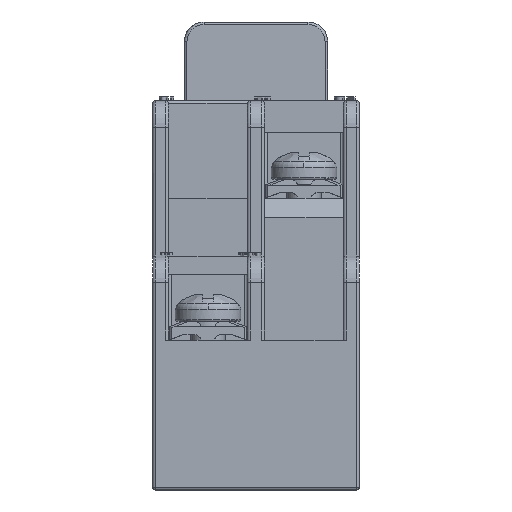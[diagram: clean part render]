
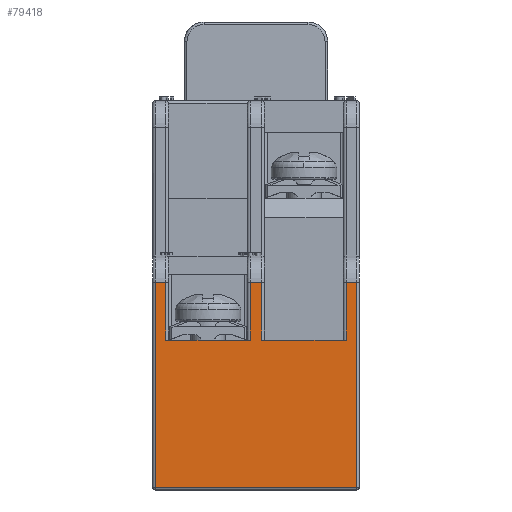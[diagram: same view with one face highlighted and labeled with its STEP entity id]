
A CAD part, left-side view. The second image highlights one B-rep face of the part: STEP entity #79418.
In plain terms, the highlighted planar face has unit normal (-1, 0, 0).
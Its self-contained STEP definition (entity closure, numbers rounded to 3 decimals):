
#31 = ORIENTED_EDGE ( 'NONE', *, *, #51587, .T. ) ;
#1373 = VERTEX_POINT ( 'NONE', #47321 ) ;
#1696 = ORIENTED_EDGE ( 'NONE', *, *, #68928, .T. ) ;
#1759 = LINE ( 'NONE', #22221, #35030 ) ;
#2052 = VERTEX_POINT ( 'NONE', #36658 ) ;
#4123 = PLANE ( 'NONE',  #52723 ) ;
#4607 = CARTESIAN_POINT ( 'NONE',  ( -35.6, -14.6, 29.5 ) ) ;
#5790 = CARTESIAN_POINT ( 'NONE',  ( -35.6, -7.3, 10.9 ) ) ;
#6025 = CARTESIAN_POINT ( 'NONE',  ( -35.6, -8.2, 10.9 ) ) ;
#6861 = EDGE_CURVE ( 'NONE', #22523, #1373, #19850, .T. ) ;
#6974 = VERTEX_POINT ( 'NONE', #5790 ) ;
#7797 = CARTESIAN_POINT ( 'NONE',  ( -35.6, -1.1, 10.9 ) ) ;
#8445 = VERTEX_POINT ( 'NONE', #10722 ) ;
#10060 = LINE ( 'NONE', #4607, #77946 ) ;
#10722 = CARTESIAN_POINT ( 'NONE',  ( -35.6, -14.6, 15.3 ) ) ;
#11098 = EDGE_CURVE ( 'NONE', #61210, #63177, #41527, .T. ) ;
#12833 = VECTOR ( 'NONE', #88705, 1000. ) ;
#15383 = DIRECTION ( 'NONE',  ( 0., -1., 0. ) ) ;
#16556 = ORIENTED_EDGE ( 'NONE', *, *, #69993, .F. ) ;
#17971 = DIRECTION ( 'NONE',  ( 0., 0., -1. ) ) ;
#18667 = VECTOR ( 'NONE', #15383, 1000. ) ;
#19317 = EDGE_CURVE ( 'NONE', #54168, #64728, #1759, .T. ) ;
#19850 = LINE ( 'NONE', #61144, #68808 ) ;
#20566 = EDGE_CURVE ( 'NONE', #52225, #75614, #51652, .T. ) ;
#20805 = VECTOR ( 'NONE', #88318, 1000. ) ;
#20891 = CARTESIAN_POINT ( 'NONE',  ( -35.6, -14.4, 15.3 ) ) ;
#21465 = EDGE_CURVE ( 'NONE', #64728, #8445, #88872, .T. ) ;
#22221 = CARTESIAN_POINT ( 'NONE',  ( -35.6, -15.4, 29.5 ) ) ;
#22449 = CARTESIAN_POINT ( 'NONE',  ( -35.6, -0.9, 10.9 ) ) ;
#22523 = VERTEX_POINT ( 'NONE', #22449 ) ;
#24789 = CARTESIAN_POINT ( 'NONE',  ( -35.6, -7.3, 29.5 ) ) ;
#26787 = DIRECTION ( 'NONE',  ( 0., 1., 0. ) ) ;
#27044 = EDGE_CURVE ( 'NONE', #61210, #51639, #33937, .T. ) ;
#29511 = DIRECTION ( 'NONE',  ( 0., 1., 0. ) ) ;
#29584 = DIRECTION ( 'NONE',  ( 0., -1., 0. ) ) ;
#30468 = CARTESIAN_POINT ( 'NONE',  ( -35.6, 0.1, 29.5 ) ) ;
#32387 = CARTESIAN_POINT ( 'NONE',  ( -35.6, -0.1, -0.3 ) ) ;
#33937 = LINE ( 'NONE', #49365, #70996 ) ;
#35030 = VECTOR ( 'NONE', #62580, 1000. ) ;
#35551 = ORIENTED_EDGE ( 'NONE', *, *, #56056, .T. ) ;
#35760 = ORIENTED_EDGE ( 'NONE', *, *, #27044, .T. ) ;
#36658 = CARTESIAN_POINT ( 'NONE',  ( -35.6, -7.3, 15.3 ) ) ;
#37275 = DIRECTION ( 'NONE',  ( 0., 0., -1. ) ) ;
#38648 = VECTOR ( 'NONE', #75154, 1000. ) ;
#40062 = VECTOR ( 'NONE', #17971, 1000. ) ;
#41527 = LINE ( 'NONE', #87819, #12833 ) ;
#41667 = EDGE_CURVE ( 'NONE', #75614, #54168, #72382, .T. ) ;
#43710 = ORIENTED_EDGE ( 'NONE', *, *, #41667, .T. ) ;
#44841 = CARTESIAN_POINT ( 'NONE',  ( -35.6, -0.1, 29.5 ) ) ;
#47321 = CARTESIAN_POINT ( 'NONE',  ( -35.6, -0.9, 15.3 ) ) ;
#47380 = ORIENTED_EDGE ( 'NONE', *, *, #71760, .T. ) ;
#49365 = CARTESIAN_POINT ( 'NONE',  ( -35.6, -8.2, 29.5 ) ) ;
#50690 = CARTESIAN_POINT ( 'NONE',  ( -35.6, -14.6, 10.9 ) ) ;
#50821 = CARTESIAN_POINT ( 'NONE',  ( -35.6, 0.1, 15.3 ) ) ;
#51587 = EDGE_CURVE ( 'NONE', #1373, #52225, #52150, .T. ) ;
#51639 = VERTEX_POINT ( 'NONE', #78021 ) ;
#51652 = LINE ( 'NONE', #44841, #20805 ) ;
#51731 = VECTOR ( 'NONE', #29511, 1000. ) ;
#51781 = DIRECTION ( 'NONE',  ( 0., -1., 0. ) ) ;
#52150 = LINE ( 'NONE', #50821, #51731 ) ;
#52225 = VERTEX_POINT ( 'NONE', #60638 ) ;
#52467 = LINE ( 'NONE', #24789, #40062 ) ;
#52723 = AXIS2_PLACEMENT_3D ( 'NONE', #30468, #79426, #51781 ) ;
#54168 = VERTEX_POINT ( 'NONE', #89256 ) ;
#54203 = VECTOR ( 'NONE', #26787, 1000. ) ;
#56056 = EDGE_CURVE ( 'NONE', #2052, #6974, #52467, .T. ) ;
#56103 = LINE ( 'NONE', #83738, #38648 ) ;
#56148 = DIRECTION ( 'NONE',  ( 0., 0., 1. ) ) ;
#59481 = ORIENTED_EDGE ( 'NONE', *, *, #20566, .T. ) ;
#60638 = CARTESIAN_POINT ( 'NONE',  ( -35.6, -0.1, 15.3 ) ) ;
#61144 = CARTESIAN_POINT ( 'NONE',  ( -35.6, -0.9, 29.5 ) ) ;
#61210 = VERTEX_POINT ( 'NONE', #6025 ) ;
#62580 = DIRECTION ( 'NONE',  ( 0., 0., 1. ) ) ;
#63177 = VERTEX_POINT ( 'NONE', #50690 ) ;
#64728 = VERTEX_POINT ( 'NONE', #85598 ) ;
#68364 = EDGE_LOOP ( 'NONE', ( #85187, #47380, #71682, #35760, #1696, #35551, #16556, #84625, #31, #59481, #43710, #80851 ) ) ;
#68808 = VECTOR ( 'NONE', #89177, 1000. ) ;
#68928 = EDGE_CURVE ( 'NONE', #51639, #2052, #56103, .T. ) ;
#69993 = EDGE_CURVE ( 'NONE', #22523, #6974, #76751, .T. ) ;
#70996 = VECTOR ( 'NONE', #56148, 1000. ) ;
#71682 = ORIENTED_EDGE ( 'NONE', *, *, #11098, .F. ) ;
#71760 = EDGE_CURVE ( 'NONE', #8445, #63177, #10060, .T. ) ;
#72382 = LINE ( 'NONE', #84742, #18667 ) ;
#73521 = VECTOR ( 'NONE', #29584, 1000. ) ;
#75154 = DIRECTION ( 'NONE',  ( 0., 1., 0. ) ) ;
#75614 = VERTEX_POINT ( 'NONE', #32387 ) ;
#76751 = LINE ( 'NONE', #7797, #73521 ) ;
#77946 = VECTOR ( 'NONE', #37275, 1000. ) ;
#78021 = CARTESIAN_POINT ( 'NONE',  ( -35.6, -8.2, 15.3 ) ) ;
#79418 = ADVANCED_FACE ( 'NONE', ( #85764 ), #4123, .F. ) ;
#79426 = DIRECTION ( 'NONE',  ( 1., 0., 0. ) ) ;
#80851 = ORIENTED_EDGE ( 'NONE', *, *, #19317, .T. ) ;
#83738 = CARTESIAN_POINT ( 'NONE',  ( -35.6, -7.1, 15.3 ) ) ;
#84625 = ORIENTED_EDGE ( 'NONE', *, *, #6861, .T. ) ;
#84742 = CARTESIAN_POINT ( 'NONE',  ( -35.6, 0.1, -0.3 ) ) ;
#85187 = ORIENTED_EDGE ( 'NONE', *, *, #21465, .T. ) ;
#85598 = CARTESIAN_POINT ( 'NONE',  ( -35.6, -15.4, 15.3 ) ) ;
#85764 = FACE_OUTER_BOUND ( 'NONE', #68364, .T. ) ;
#87819 = CARTESIAN_POINT ( 'NONE',  ( -35.6, -8.4, 10.9 ) ) ;
#88318 = DIRECTION ( 'NONE',  ( 0., 0., -1. ) ) ;
#88705 = DIRECTION ( 'NONE',  ( 0., -1., 0. ) ) ;
#88872 = LINE ( 'NONE', #20891, #54203 ) ;
#89177 = DIRECTION ( 'NONE',  ( 0., 0., 1. ) ) ;
#89256 = CARTESIAN_POINT ( 'NONE',  ( -35.6, -15.4, -0.3 ) ) ;
